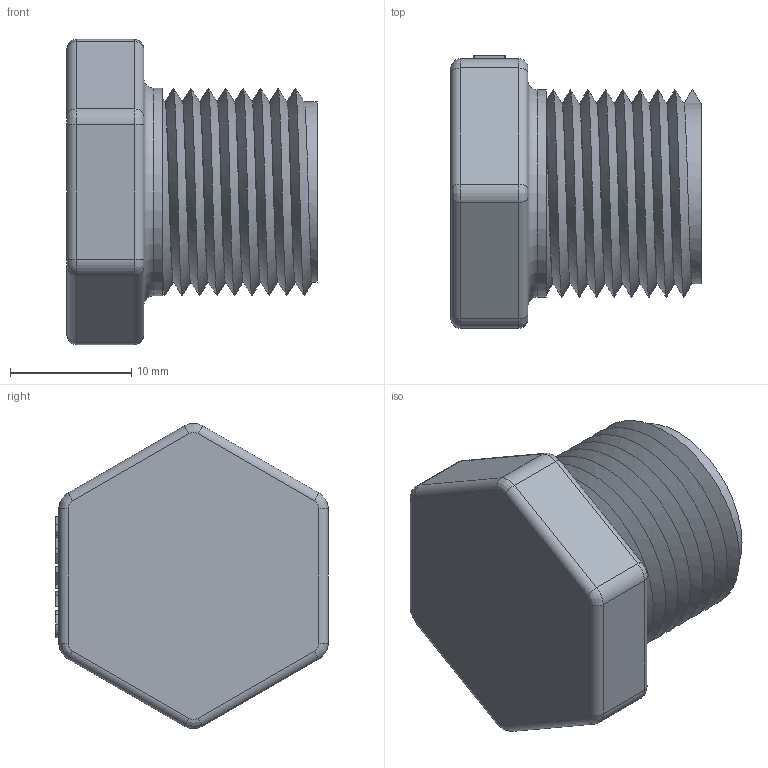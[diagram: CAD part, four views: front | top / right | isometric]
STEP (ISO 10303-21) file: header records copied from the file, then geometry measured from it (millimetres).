
FILE_DESCRIPTION((''),'2;1');
FILE_NAME('PLUG038.stp','2012-11-29T10:41:24',('mclevenger'),(''),'Autodesk Inventor 2012','Autodesk Inventor 2012','');
FILE_SCHEMA(('AUTOMOTIVE_DESIGN { 1 0 10303 214 1 1 1 1 }'));
Length unit declared in the file: inch
Products named in the file (1): PLUG038
Bounding box: 20.64 x 22.48 x 25.19 mm (x, y, z)
Volume: 1630.4 mm3; surface area: 3333.4 mm2
Topology: 1 solids, 2 shells, 130 faces, 320 edges, 203 vertices
Faces by surface type: plane 60, bspline 47, cylinder 21, torus 2
Full cylindrical faces by diameter (mm): 10.16 x1, 17.145 x1
Entity records: 5703 total; most frequent: CARTESIAN_POINT 2895, ORIENTED_EDGE 626, DIRECTION 464, EDGE_CURVE 313, VERTEX_POINT 201, VECTOR 186, LINE 186, EDGE_LOOP 144
